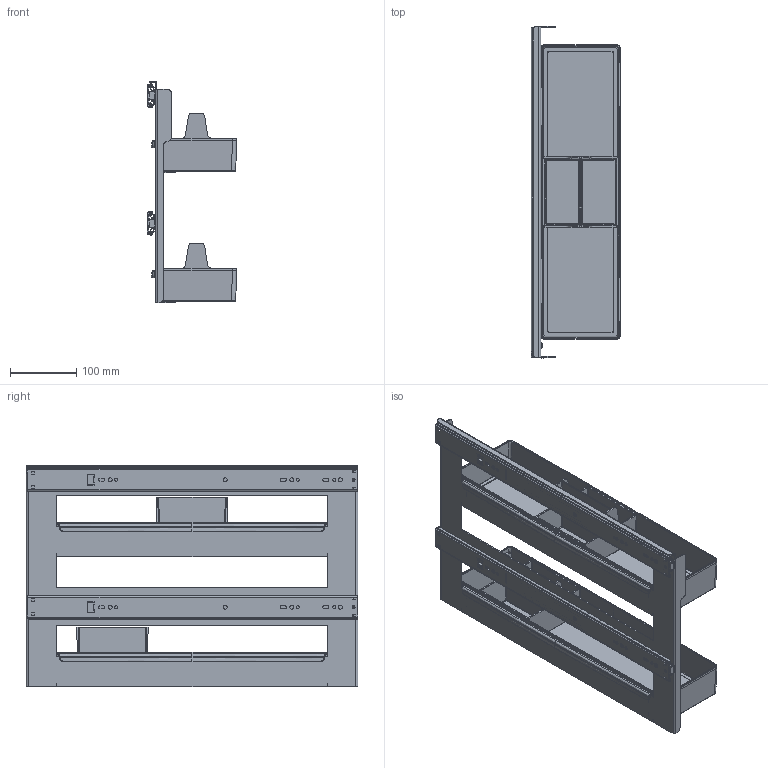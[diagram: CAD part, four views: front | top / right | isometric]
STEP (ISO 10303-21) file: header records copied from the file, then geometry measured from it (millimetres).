
FILE_DESCRIPTION((''),'2;1');
FILE_NAME('sous chef SMART 111 CHIUSO.stp','2021-07-13T14:37:33',('rguerrero'),(''),'Autodesk Inventor 2010','Autodesk Inventor 2010','');
FILE_SCHEMA(('AUTOMOTIVE_DESIGN { 1 0 10303 214 1 1 1 1 }'));
Length unit declared in the file: millimetre
Products named in the file (20): sous chef SMART 111 CHIUSO; Vaschetta L 067 deformata Nervette; Vaschetta L 067 deformata Nervette-oa0; vite brug v10; vite brug v10-oa1; vite brug v10-oa2; vite brug v10-oa3; vite brug v10-oa4; vite brug v10-oa5; Vaschetta xs 050; Vaschetta xs 050-oa6; lamiera Mezza 111; guida smart 000; guida smart 000_1; guida smart 000_2; guida smart 000_3; guida smart 000-oa7; guida smart 000-oa7_1; guida smart 000-oa7_2; guida smart 000-oa7_3
Assembly tree (19 placements, depth 2):
  sous chef SMART 111 CHIUSO
    Vaschetta L 067 deformata Nervette
    Vaschetta L 067 deformata Nervette-oa0
    vite brug v10
    vite brug v10-oa1
    vite brug v10-oa2
    vite brug v10-oa3
    vite brug v10-oa4
    vite brug v10-oa5
    Vaschetta xs 050
    Vaschetta xs 050-oa6
    lamiera Mezza 111
    guida smart 000
    guida smart 000_1
    guida smart 000_2
    guida smart 000_3
    guida smart 000-oa7
    guida smart 000-oa7_1
    guida smart 000-oa7_2
    guida smart 000-oa7_3
Bounding box: 135.7 x 500 x 334 mm (x, y, z)
Volume: 1300735.2 mm3; surface area: 1130791.4 mm2
Topology: 19 solids, 19 shells, 1782 faces, 4802 edges, 3062 vertices
Faces by surface type: plane 902, cylinder 458, bspline 356, torus 36, cone 16, sphere 14
Full cylindrical faces by diameter (mm): 3.2 x2, 4.5 x8, 5 x14, 6 x10, 6.3 x8, 7.4 x6, 9.4 x6
Entity records: 106285 total; most frequent: CARTESIAN_POINT 60983, ORIENTED_EDGE 9392, DIRECTION 8260, EDGE_CURVE 4696, VERTEX_POINT 3050, AXIS2_PLACEMENT_3D 2755, VECTOR 2750, LINE 2750
